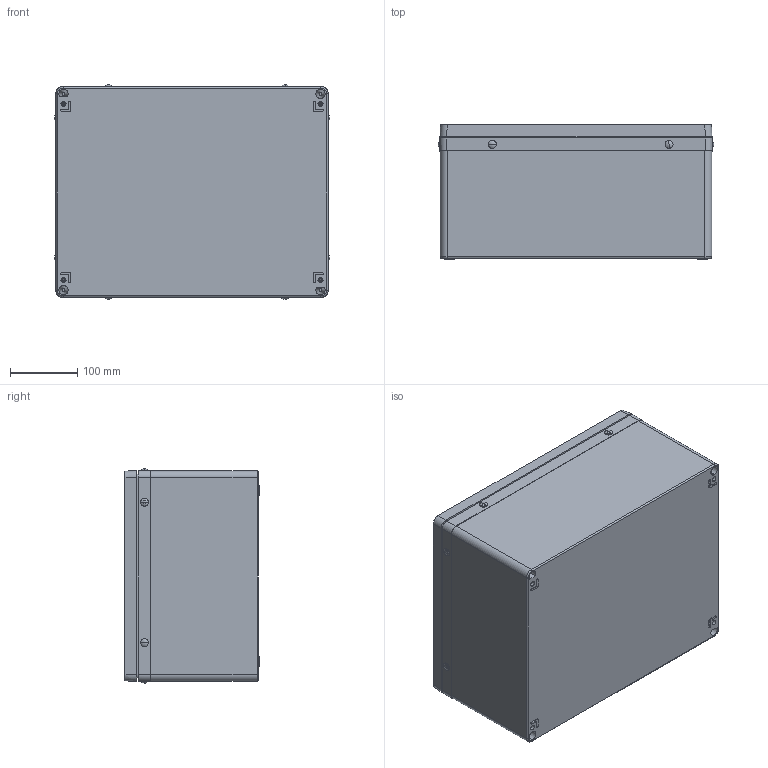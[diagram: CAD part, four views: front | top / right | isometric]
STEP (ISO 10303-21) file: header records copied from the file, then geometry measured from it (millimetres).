
FILE_DESCRIPTION (( 'STEP AP214' ), '1' );
FILE_NAME ('13211500.STEP', '2016-04-01T09:19:09', ( 'Macha' ), ( 'Hewlett-Packard Company' ), 'SwSTEP 2.0', 'SolidWorks 2015', '' );
FILE_SCHEMA (( 'AUTOMOTIVE_DESIGN' ));
Length unit declared in the file: millimetre
Products named in the file (7): 94411; 93038; 93117; 08771_Bearbeitung Griff; 08971_Bearbeitung nach Zeichng. 13-2-089570-01-0; 03711; 13211500
Assembly tree (16 placements, depth 2):
  13211500
    03711
    08971_Bearbeitung nach Zeichng. 13-2-089570-01-0
    08771_Bearbeitung Griff
    93117
    93038  x4
    94411  x8
Bounding box: 410 x 199.6 x 319 mm (x, y, z)
Volume: 2994799.7 mm3; surface area: 1002049.2 mm2
Topology: 17 solids, 17 shells, 1229 faces, 2950 edges, 1856 vertices
Faces by surface type: plane 545, cylinder 251, cone 199, bspline 146, torus 71, sphere 17
Entity records: 38832 total; most frequent: CARTESIAN_POINT 14390, ORIENTED_EDGE 5148, DIRECTION 4666, EDGE_CURVE 2574, VERTEX_POINT 1638, AXIS2_PLACEMENT_3D 1601, LINE 1464, VECTOR 1464
